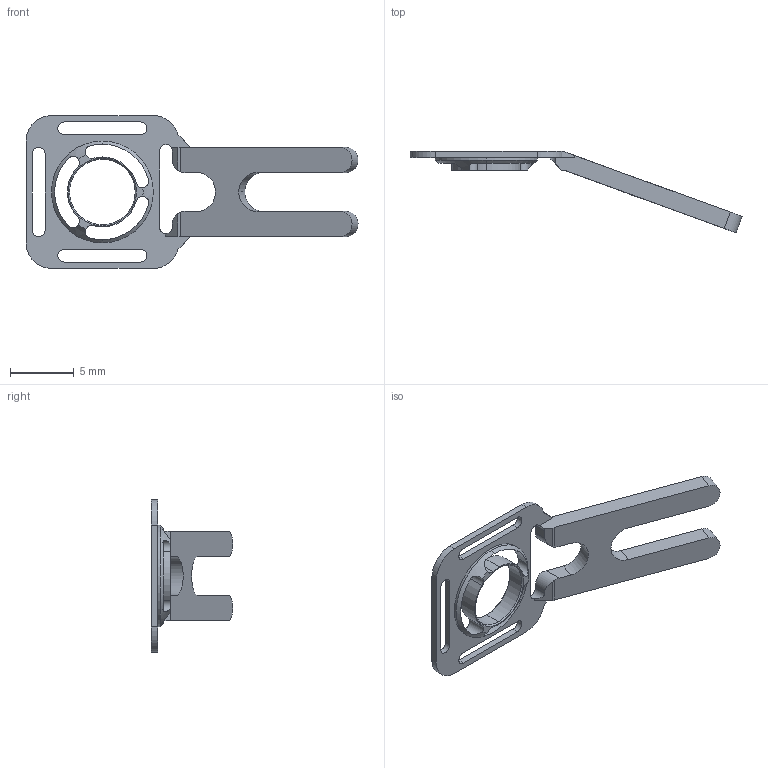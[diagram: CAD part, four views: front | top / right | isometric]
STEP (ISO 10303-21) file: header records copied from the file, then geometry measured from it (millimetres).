
FILE_DESCRIPTION (( 'STEP AP203' ), '1' );
FILE_NAME ('HeadBar_MEC_5mm.STEP', '2021-07-12T13:10:48', ( '' ), ( '' ), 'SwSTEP 2.0', 'SolidWorks 2020', '' );
FILE_SCHEMA (( 'CONFIG_CONTROL_DESIGN' ));
Length unit declared in the file: millimetre
Products named in the file (1): HeadBar_MEC_5mm
Bounding box: 26.08 x 6.42 x 12 mm (x, y, z)
Volume: 134.8 mm3; surface area: 492.1 mm2
Topology: 1 solids, 1 shells, 77 faces, 230 edges, 151 vertices
Faces by surface type: cylinder 42, plane 29, cone 6
Entity records: 2769 total; most frequent: CARTESIAN_POINT 538, DIRECTION 462, ORIENTED_EDGE 460, EDGE_CURVE 230, AXIS2_PLACEMENT_3D 169, VERTEX_POINT 151, LINE 124, VECTOR 124
